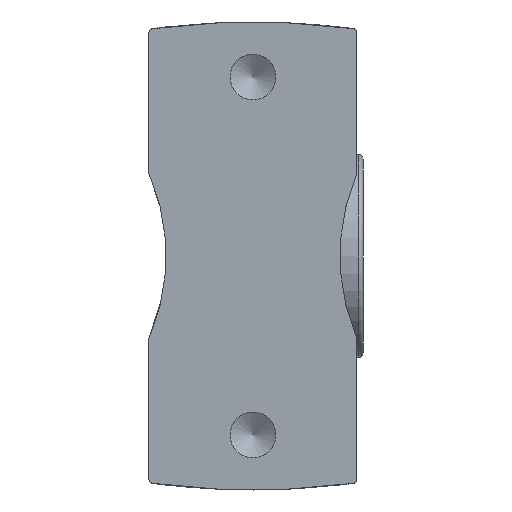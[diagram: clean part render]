
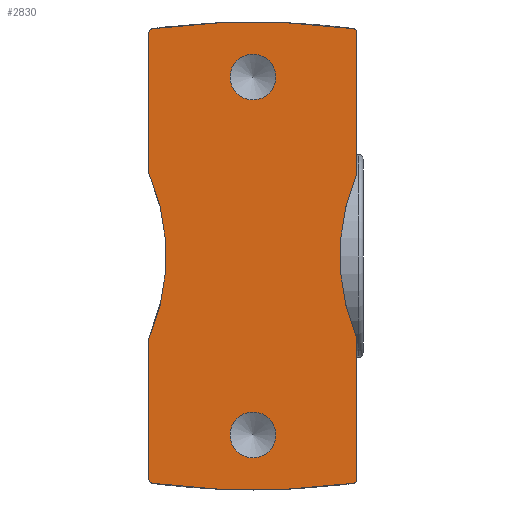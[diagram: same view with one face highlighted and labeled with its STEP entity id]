
A CAD part, front view. The second image highlights one B-rep face of the part: STEP entity #2830.
In plain terms, the highlighted face is planar.
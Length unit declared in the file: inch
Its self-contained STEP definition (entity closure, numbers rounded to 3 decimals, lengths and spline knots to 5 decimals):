
#868=PLANE('',#3042);
#899=CIRCLE('',#2939,1.875);
#902=CIRCLE('',#2945,0.2085);
#904=CIRCLE('',#2949,0.2085);
#925=CIRCLE('',#2983,6.9071);
#931=CIRCLE('',#2992,6.9071);
#933=CIRCLE('',#2996,0.035);
#941=CIRCLE('',#3011,1.875);
#943=CIRCLE('',#3015,0.035);
#952=CIRCLE('',#3029,0.035);
#959=CIRCLE('',#3041,0.035);
#1128=VERTEX_POINT('',#3943);
#1129=VERTEX_POINT('',#3945);
#1134=VERTEX_POINT('',#3959);
#1137=VERTEX_POINT('',#3966);
#1170=VERTEX_POINT('',#5929);
#1171=VERTEX_POINT('',#5931);
#1176=VERTEX_POINT('',#6039);
#1177=VERTEX_POINT('',#6041);
#1181=VERTEX_POINT('',#6063);
#1192=VERTEX_POINT('',#6325);
#1193=VERTEX_POINT('',#6327);
#1197=VERTEX_POINT('',#6372);
#1215=VERTEX_POINT('',#6784);
#1220=VERTEX_POINT('',#6983);
#1335=VECTOR('',#3360,1.);
#1343=VECTOR('',#3397,1.);
#1410=LINE('',#6066,#1335);
#1418=LINE('',#6373,#1343);
#1487=EDGE_CURVE('',#1129,#1128,#899,.T.);
#1493=EDGE_CURVE('',#1134,#1134,#902,.T.);
#1495=EDGE_CURVE('',#1137,#1137,#904,.T.);
#1549=EDGE_CURVE('',#1171,#1170,#925,.T.);
#1560=EDGE_CURVE('',#1177,#1176,#931,.T.);
#1566=EDGE_CURVE('',#1181,#1176,#933,.T.);
#1567=EDGE_CURVE('',#1181,#1129,#1410,.T.);
#1585=EDGE_CURVE('',#1193,#1192,#941,.T.);
#1591=EDGE_CURVE('',#1197,#1192,#1418,.T.);
#1592=EDGE_CURVE('',#1177,#1197,#943,.T.);
#1618=EDGE_CURVE('',#1128,#1215,#1410,.T.);
#1619=EDGE_CURVE('',#1171,#1215,#952,.T.);
#1631=EDGE_CURVE('',#1220,#1170,#959,.T.);
#1632=EDGE_CURVE('',#1193,#1220,#1418,.T.);
#2033=ORIENTED_EDGE('',*,*,#1493,.T.);
#2034=ORIENTED_EDGE('',*,*,#1495,.T.);
#2035=ORIENTED_EDGE('',*,*,#1566,.F.);
#2036=ORIENTED_EDGE('',*,*,#1567,.T.);
#2037=ORIENTED_EDGE('',*,*,#1487,.T.);
#2038=ORIENTED_EDGE('',*,*,#1618,.T.);
#2039=ORIENTED_EDGE('',*,*,#1619,.F.);
#2040=ORIENTED_EDGE('',*,*,#1549,.T.);
#2041=ORIENTED_EDGE('',*,*,#1631,.F.);
#2042=ORIENTED_EDGE('',*,*,#1632,.F.);
#2043=ORIENTED_EDGE('',*,*,#1585,.T.);
#2044=ORIENTED_EDGE('',*,*,#1591,.F.);
#2045=ORIENTED_EDGE('',*,*,#1592,.F.);
#2046=ORIENTED_EDGE('',*,*,#1560,.T.);
#2422=EDGE_LOOP('',(#2033));
#2423=EDGE_LOOP('',(#2034));
#2424=EDGE_LOOP('',(#2035,#2036,#2037,#2038,#2039,#2040,#2041,#2042,#2043,
#2044,#2045,#2046));
#2625=FACE_BOUND('',#2422,.T.);
#2626=FACE_BOUND('',#2423,.T.);
#2627=FACE_BOUND('',#2424,.T.);
#2830=ADVANCED_FACE('',(#2625,#2626,#2627),#868,.F.);
#2939=AXIS2_PLACEMENT_3D('',#3944,#3236,#3237);
#2945=AXIS2_PLACEMENT_3D('',#3958,#3251,#3252);
#2949=AXIS2_PLACEMENT_3D('',#3965,#3259,#3260);
#2983=AXIS2_PLACEMENT_3D('',#5930,#3328,#3329);
#2992=AXIS2_PLACEMENT_3D('',#6040,#3347,#3348);
#2996=AXIS2_PLACEMENT_3D('',#6064,#3357,#3358);
#3011=AXIS2_PLACEMENT_3D('',#6326,#3390,#3391);
#3015=AXIS2_PLACEMENT_3D('',#6375,#3400,#3401);
#3029=AXIS2_PLACEMENT_3D('',#6786,#3434,#3435);
#3041=AXIS2_PLACEMENT_3D('',#6984,#3460,#3461);
#3042=AXIS2_PLACEMENT_3D('',#6985,#3462,$);
#3236=DIRECTION('',(0.,0.,1.));
#3237=DIRECTION('',(1.875,0.,0.));
#3251=DIRECTION('',(0.,0.,1.));
#3252=DIRECTION('',(0.209,0.,0.));
#3259=DIRECTION('',(0.,0.,1.));
#3260=DIRECTION('',(0.209,0.,0.));
#3328=DIRECTION('',(0.,0.,-1.));
#3329=DIRECTION('',(6.907,0.,0.));
#3347=DIRECTION('',(0.,0.,-1.));
#3348=DIRECTION('',(-6.907,0.,0.));
#3357=DIRECTION('',(0.,0.,1.));
#3358=DIRECTION('',(0.026,0.023,0.));
#3360=DIRECTION('',(0.,-1.,0.));
#3390=DIRECTION('',(0.,0.,1.));
#3391=DIRECTION('',(-1.875,0.,0.));
#3397=DIRECTION('',(0.,-1.,0.));
#3400=DIRECTION('',(0.,0.,1.));
#3401=DIRECTION('',(-0.026,0.023,0.));
#3434=DIRECTION('',(0.,0.,1.));
#3435=DIRECTION('',(0.026,-0.023,0.));
#3460=DIRECTION('',(0.,0.,1.));
#3461=DIRECTION('',(-0.026,-0.023,0.));
#3462=DIRECTION('',(0.,0.,1.));
#3943=CARTESIAN_POINT('',(0.94488,-0.74803,0.));
#3944=CARTESIAN_POINT('',(2.66421,0.,0.));
#3945=CARTESIAN_POINT('',(0.94488,0.74803,0.));
#3958=CARTESIAN_POINT('',(0.,-1.62598,0.));
#3959=CARTESIAN_POINT('',(0.2085,-1.62598,0.));
#3965=CARTESIAN_POINT('',(0.,1.62598,0.));
#3966=CARTESIAN_POINT('',(0.2085,1.62598,0.));
#5929=CARTESIAN_POINT('',(-0.91452,-2.06517,0.));
#5930=CARTESIAN_POINT('',(0.,4.78111,0.));
#5931=CARTESIAN_POINT('',(0.91452,-2.06517,0.));
#6039=CARTESIAN_POINT('',(0.91452,2.06517,0.));
#6040=CARTESIAN_POINT('',(0.,-4.78111,0.));
#6041=CARTESIAN_POINT('',(-0.91452,2.06517,0.));
#6063=CARTESIAN_POINT('',(0.94488,2.03048,0.));
#6064=CARTESIAN_POINT('',(0.90988,2.03048,0.));
#6066=CARTESIAN_POINT('',(0.94488,2.06105,0.));
#6325=CARTESIAN_POINT('',(-0.94488,0.74803,0.));
#6326=CARTESIAN_POINT('',(-2.66421,0.,0.));
#6327=CARTESIAN_POINT('',(-0.94488,-0.74803,0.));
#6372=CARTESIAN_POINT('',(-0.94488,2.03048,0.));
#6373=CARTESIAN_POINT('',(-0.94488,2.06105,0.));
#6375=CARTESIAN_POINT('',(-0.90988,2.03048,0.));
#6784=CARTESIAN_POINT('',(0.94488,-2.03048,0.));
#6786=CARTESIAN_POINT('',(0.90988,-2.03048,0.));
#6983=CARTESIAN_POINT('',(-0.94488,-2.03048,0.));
#6984=CARTESIAN_POINT('',(-0.90988,-2.03048,0.));
#6985=CARTESIAN_POINT('',(0.4675,1.04896,0.));
